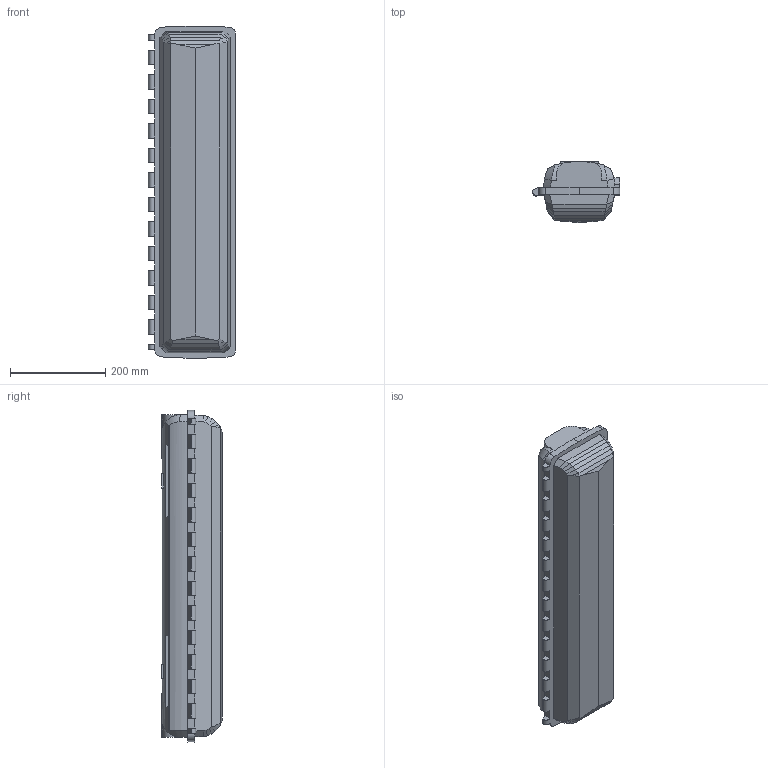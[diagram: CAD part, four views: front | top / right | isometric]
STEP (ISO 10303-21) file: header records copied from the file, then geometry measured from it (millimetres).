
FILE_DESCRIPTION (( 'STEP AP214' ), '1' );
FILE_NAME ('Kundenmodell 6001 18 W.STEP', '2015-09-21T09:54:04', ( '' ), ( '' ), 'SwSTEP 2.0', 'SolidWorks 2015', '' );
FILE_SCHEMA (( 'AUTOMOTIVE_DESIGN' ));
Length unit declared in the file: millimetre
Products named in the file (1): Kundenmodell 6001 18 W
Bounding box: 183.6 x 128 x 697.72 mm (x, y, z)
Volume: 11431700.8 mm3; surface area: 607084.3 mm2
Topology: 2 solids, 2 shells, 221 faces, 566 edges, 358 vertices
Faces by surface type: plane 157, cylinder 58, cone 4, bspline 2
Entity records: 9412 total; most frequent: CARTESIAN_POINT 1961, ORIENTED_EDGE 1132, DIRECTION 1072, EDGE_CURVE 566, VECTOR 430, LINE 430, VERTEX_POINT 358, AXIS2_PLACEMENT_3D 321
